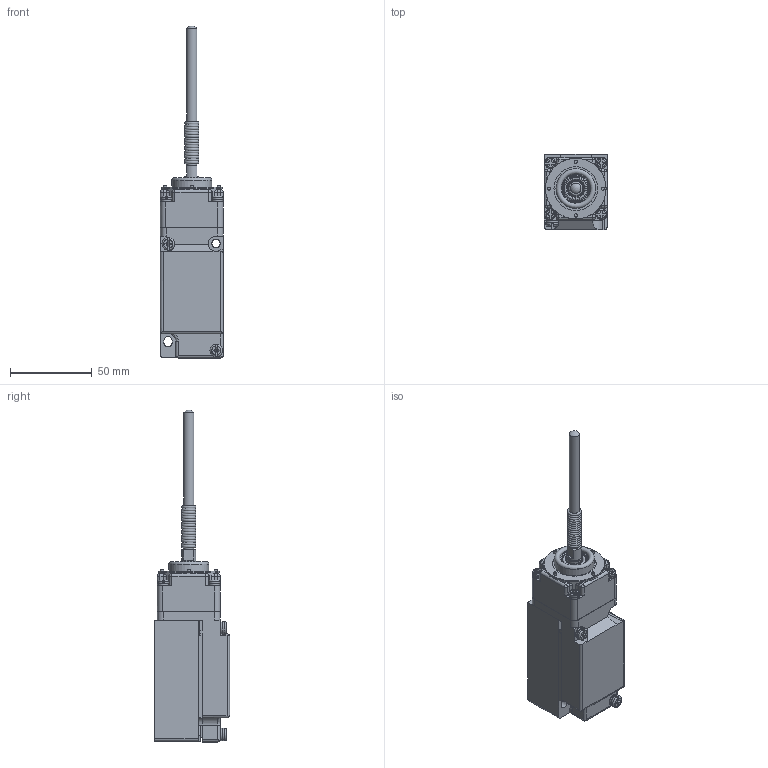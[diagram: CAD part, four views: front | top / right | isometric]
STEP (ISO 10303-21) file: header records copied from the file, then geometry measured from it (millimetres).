
FILE_DESCRIPTION (( 'STEP AP214' ), '1' );
FILE_NAME ('F25AW2.STEP', '2019-08-07T21:48:21', ( '' ), ( '' ), 'SwSTEP 2.0', 'SolidWorks 2018', '' );
FILE_SCHEMA (( 'AUTOMOTIVE_DESIGN' ));
Length unit declared in the file: inch
Products named in the file (1): F25AW2
Bounding box: 38.61 x 45.95 x 202.99 mm (x, y, z)
Volume: 165473.1 mm3; surface area: 50461.1 mm2
Topology: 31 solids, 31 shells, 731 faces, 1751 edges, 1076 vertices
Faces by surface type: cone 274, plane 247, cylinder 136, bspline 37, torus 35, sphere 2
Full cylindrical faces by diameter (mm): 1.956 x12, 3.556 x4, 4.496 x4, 4.826 x5, 5.08 x3, 5.842 x2, 5.893 x2, 6.35 x8, 6.604 x4, 7.62 x2, 7.671 x2, 8.636 x2, 9.398 x1, 10.16 x1, 23.368 x1, 24.282 x1, 26.772 x2, 37.033 x3
Entity records: 23126 total; most frequent: CARTESIAN_POINT 7789, DIRECTION 3028, ORIENTED_EDGE 2816, EDGE_CURVE 1408, AXIS2_PLACEMENT_3D 1168, EDGE_LOOP 986, VERTEX_POINT 964, FACE_OUTER_BOUND 798
